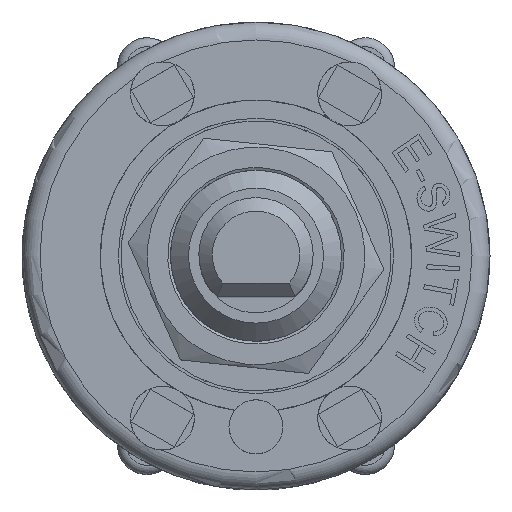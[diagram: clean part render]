
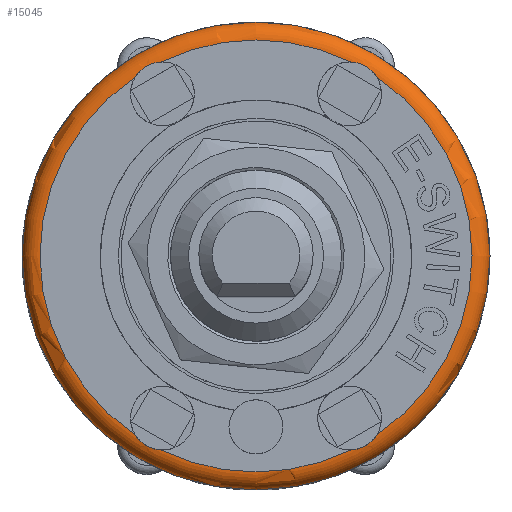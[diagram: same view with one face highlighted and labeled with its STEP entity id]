
A CAD part, top view. The second image highlights one B-rep face of the part: STEP entity #15045.
In plain terms, the highlighted toroidal (fillet/blend) face has major radius 12 mm and minor radius 1 mm.
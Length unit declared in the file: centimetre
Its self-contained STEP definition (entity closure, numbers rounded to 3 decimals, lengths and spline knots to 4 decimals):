
#26=TOROIDAL_SURFACE('',#15911,1.2,0.1);
#562=B_SPLINE_CURVE_WITH_KNOTS('',3,(#25950,#25951,#25952,#25953,#25954,
#25955,#25956,#25957,#25958,#25959,#25960,#25961),.UNSPECIFIED.,.F.,.F.,
(4,2,2,2,2,4),(-0.2692,-0.2446,-0.216,
-0.1921,-0.1645,-0.1357),.UNSPECIFIED.);
#563=B_SPLINE_CURVE_WITH_KNOTS('',3,(#25973,#25974,#25975,#25976,#25977,
#25978,#25979,#25980,#25981,#25982,#25983,#25984),.UNSPECIFIED.,.F.,.F.,
(4,2,2,2,2,4),(-0.2692,-0.2446,-0.216,
-0.1921,-0.1645,-0.1357),.UNSPECIFIED.);
#564=B_SPLINE_CURVE_WITH_KNOTS('',3,(#26001,#26002,#26003,#26004,#26005,
#26006,#26007,#26008,#26009,#26010,#26011,#26012),.UNSPECIFIED.,.F.,.F.,
(4,2,2,2,2,4),(-0.2692,-0.2446,-0.216,
-0.1921,-0.1645,-0.1357),.UNSPECIFIED.);
#565=B_SPLINE_CURVE_WITH_KNOTS('',3,(#26034,#26035,#26036,#26037,#26038,
#26039,#26040,#26041,#26042,#26043,#26044,#26045),.UNSPECIFIED.,.F.,.F.,
(4,2,2,2,2,4),(-0.2692,-0.2446,-0.216,
-0.1921,-0.1645,-0.1357),.UNSPECIFIED.);
#964=CIRCLE('',#15864,1.3);
#991=CIRCLE('',#15912,0.1);
#992=CIRCLE('',#15913,1.2);
#993=CIRCLE('',#15914,1.2);
#994=CIRCLE('',#15915,1.2);
#995=CIRCLE('',#15916,1.2);
#996=CIRCLE('',#15917,1.2);
#1770=FACE_OUTER_BOUND('',#2661,.T.);
#2661=EDGE_LOOP('',(#13446,#13447,#13448,#13449,#13450,#13451,#13452,#13453,
#13454,#13455,#13456,#13457));
#7201=VERTEX_POINT('',#25912);
#7209=VERTEX_POINT('',#25948);
#7210=VERTEX_POINT('',#25949);
#7213=VERTEX_POINT('',#25971);
#7214=VERTEX_POINT('',#25972);
#7219=VERTEX_POINT('',#25999);
#7220=VERTEX_POINT('',#26000);
#7227=VERTEX_POINT('',#26032);
#7228=VERTEX_POINT('',#26033);
#7231=VERTEX_POINT('',#26055);
#9318=EDGE_CURVE('',#7201,#7201,#964,.T.);
#9336=EDGE_CURVE('',#7209,#7210,#562,.T.);
#9342=EDGE_CURVE('',#7213,#7214,#563,.T.);
#9350=EDGE_CURVE('',#7219,#7220,#564,.T.);
#9360=EDGE_CURVE('',#7227,#7228,#565,.T.);
#9366=EDGE_CURVE('',#7201,#7231,#991,.T.);
#9367=EDGE_CURVE('',#7231,#7219,#992,.T.);
#9368=EDGE_CURVE('',#7220,#7213,#993,.T.);
#9369=EDGE_CURVE('',#7214,#7209,#994,.T.);
#9370=EDGE_CURVE('',#7210,#7227,#995,.T.);
#9371=EDGE_CURVE('',#7228,#7231,#996,.T.);
#13446=ORIENTED_EDGE('',*,*,#9318,.T.);
#13447=ORIENTED_EDGE('',*,*,#9366,.T.);
#13448=ORIENTED_EDGE('',*,*,#9367,.T.);
#13449=ORIENTED_EDGE('',*,*,#9350,.T.);
#13450=ORIENTED_EDGE('',*,*,#9368,.T.);
#13451=ORIENTED_EDGE('',*,*,#9342,.T.);
#13452=ORIENTED_EDGE('',*,*,#9369,.T.);
#13453=ORIENTED_EDGE('',*,*,#9336,.T.);
#13454=ORIENTED_EDGE('',*,*,#9370,.T.);
#13455=ORIENTED_EDGE('',*,*,#9360,.T.);
#13456=ORIENTED_EDGE('',*,*,#9371,.T.);
#13457=ORIENTED_EDGE('',*,*,#9366,.F.);
#15045=ADVANCED_FACE('',(#1770),#26,.T.);
#15864=AXIS2_PLACEMENT_3D('',#25913,#19014,#19015);
#15911=AXIS2_PLACEMENT_3D('',#26054,#19125,#19126);
#15912=AXIS2_PLACEMENT_3D('',#26056,#19127,#19128);
#15913=AXIS2_PLACEMENT_3D('',#26057,#19129,#19130);
#15914=AXIS2_PLACEMENT_3D('',#26058,#19131,#19132);
#15915=AXIS2_PLACEMENT_3D('',#26059,#19133,#19134);
#15916=AXIS2_PLACEMENT_3D('',#26060,#19135,#19136);
#15917=AXIS2_PLACEMENT_3D('',#26061,#19137,#19138);
#19014=DIRECTION('center_axis',(0.,0.,1.));
#19015=DIRECTION('ref_axis',(-1.,0.,0.));
#19125=DIRECTION('center_axis',(0.,0.,-1.));
#19126=DIRECTION('ref_axis',(-1.,0.,0.));
#19127=DIRECTION('center_axis',(0.,-1.,0.));
#19128=DIRECTION('ref_axis',(1.,0.,0.));
#19129=DIRECTION('center_axis',(0.,0.,-1.));
#19130=DIRECTION('ref_axis',(-1.,0.,0.));
#19131=DIRECTION('center_axis',(0.,0.,-1.));
#19132=DIRECTION('ref_axis',(-1.,0.,0.));
#19133=DIRECTION('center_axis',(0.,0.,-1.));
#19134=DIRECTION('ref_axis',(-1.,0.,0.));
#19135=DIRECTION('center_axis',(0.,0.,-1.));
#19136=DIRECTION('ref_axis',(-1.,0.,0.));
#19137=DIRECTION('center_axis',(0.,0.,-1.));
#19138=DIRECTION('ref_axis',(-1.,0.,0.));
#25912=CARTESIAN_POINT('',(1.3,0.,0.95));
#25913=CARTESIAN_POINT('Origin',(0.,0.,0.95));
#25948=CARTESIAN_POINT('',(-0.67,0.9955,1.05));
#25949=CARTESIAN_POINT('',(-0.5271,1.078,1.05));
#25950=CARTESIAN_POINT('Ctrl Pts',(-0.67,0.9955,
1.05));
#25951=CARTESIAN_POINT('Ctrl Pts',(-0.6646,1.0041,
1.05));
#25952=CARTESIAN_POINT('Ctrl Pts',(-0.6583,1.0124,
1.0498));
#25953=CARTESIAN_POINT('Ctrl Pts',(-0.6428,1.0294,
1.0491));
#25954=CARTESIAN_POINT('Ctrl Pts',(-0.6335,1.0377,
1.0488));
#25955=CARTESIAN_POINT('Ctrl Pts',(-0.615,1.051,1.0484));
#25956=CARTESIAN_POINT('Ctrl Pts',(-0.6061,1.0563,
1.0484));
#25957=CARTESIAN_POINT('Ctrl Pts',(-0.5859,1.0659,1.0487));
#25958=CARTESIAN_POINT('Ctrl Pts',(-0.5747,1.07,1.049));
#25959=CARTESIAN_POINT('Ctrl Pts',(-0.551,1.0759,1.0497));
#25960=CARTESIAN_POINT('Ctrl Pts',(-0.539,1.0775,
1.05));
#25961=CARTESIAN_POINT('Ctrl Pts',(-0.5271,1.078,
1.05));
#25971=CARTESIAN_POINT('',(-0.5271,-1.078,1.05));
#25972=CARTESIAN_POINT('',(-0.67,-0.9955,1.05));
#25973=CARTESIAN_POINT('Ctrl Pts',(-0.5271,-1.078,
1.05));
#25974=CARTESIAN_POINT('Ctrl Pts',(-0.5373,-1.0776,
1.05));
#25975=CARTESIAN_POINT('Ctrl Pts',(-0.5476,-1.0763,
1.0498));
#25976=CARTESIAN_POINT('Ctrl Pts',(-0.5701,-1.0714,1.0491));
#25977=CARTESIAN_POINT('Ctrl Pts',(-0.5819,-1.0675,
1.0488));
#25978=CARTESIAN_POINT('Ctrl Pts',(-0.6027,-1.0581,
1.0484));
#25979=CARTESIAN_POINT('Ctrl Pts',(-0.6117,-1.053,
1.0484));
#25980=CARTESIAN_POINT('Ctrl Pts',(-0.6301,-1.0404,
1.0487));
#25981=CARTESIAN_POINT('Ctrl Pts',(-0.6393,-1.0327,
1.049));
#25982=CARTESIAN_POINT('Ctrl Pts',(-0.6562,-1.0151,
1.0497));
#25983=CARTESIAN_POINT('Ctrl Pts',(-0.6637,-1.0055,
1.05));
#25984=CARTESIAN_POINT('Ctrl Pts',(-0.67,-0.9955,
1.05));
#25999=CARTESIAN_POINT('',(0.67,-0.9955,1.05));
#26000=CARTESIAN_POINT('',(0.5271,-1.078,1.05));
#26001=CARTESIAN_POINT('Ctrl Pts',(0.67,-0.9955,
1.05));
#26002=CARTESIAN_POINT('Ctrl Pts',(0.6646,-1.0041,
1.05));
#26003=CARTESIAN_POINT('Ctrl Pts',(0.6583,-1.0124,
1.0498));
#26004=CARTESIAN_POINT('Ctrl Pts',(0.6428,-1.0294,
1.0491));
#26005=CARTESIAN_POINT('Ctrl Pts',(0.6335,-1.0377,
1.0488));
#26006=CARTESIAN_POINT('Ctrl Pts',(0.615,-1.051,
1.0484));
#26007=CARTESIAN_POINT('Ctrl Pts',(0.6061,-1.0563,
1.0484));
#26008=CARTESIAN_POINT('Ctrl Pts',(0.5859,-1.0659,1.0487));
#26009=CARTESIAN_POINT('Ctrl Pts',(0.5747,-1.07,1.049));
#26010=CARTESIAN_POINT('Ctrl Pts',(0.551,-1.0759,
1.0497));
#26011=CARTESIAN_POINT('Ctrl Pts',(0.539,-1.0775,
1.05));
#26012=CARTESIAN_POINT('Ctrl Pts',(0.5271,-1.078,
1.05));
#26032=CARTESIAN_POINT('',(0.5271,1.078,1.05));
#26033=CARTESIAN_POINT('',(0.67,0.9955,1.05));
#26034=CARTESIAN_POINT('Ctrl Pts',(0.5271,1.078,1.05));
#26035=CARTESIAN_POINT('Ctrl Pts',(0.5373,1.0776,1.05));
#26036=CARTESIAN_POINT('Ctrl Pts',(0.5476,1.0763,1.0498));
#26037=CARTESIAN_POINT('Ctrl Pts',(0.5701,1.0714,1.0491));
#26038=CARTESIAN_POINT('Ctrl Pts',(0.5819,1.0675,1.0488));
#26039=CARTESIAN_POINT('Ctrl Pts',(0.6027,1.0581,1.0484));
#26040=CARTESIAN_POINT('Ctrl Pts',(0.6117,1.053,1.0484));
#26041=CARTESIAN_POINT('Ctrl Pts',(0.6301,1.0404,1.0487));
#26042=CARTESIAN_POINT('Ctrl Pts',(0.6393,1.0327,1.049));
#26043=CARTESIAN_POINT('Ctrl Pts',(0.6562,1.0151,1.0497));
#26044=CARTESIAN_POINT('Ctrl Pts',(0.6637,1.0055,1.05));
#26045=CARTESIAN_POINT('Ctrl Pts',(0.67,0.9955,
1.05));
#26054=CARTESIAN_POINT('Origin',(0.,0.,0.95));
#26055=CARTESIAN_POINT('',(1.2,0.,1.05));
#26056=CARTESIAN_POINT('Origin',(1.2,0.,0.95));
#26057=CARTESIAN_POINT('Origin',(0.,0.,1.05));
#26058=CARTESIAN_POINT('Origin',(0.,0.,1.05));
#26059=CARTESIAN_POINT('Origin',(0.,0.,1.05));
#26060=CARTESIAN_POINT('Origin',(0.,0.,1.05));
#26061=CARTESIAN_POINT('Origin',(0.,0.,1.05));
